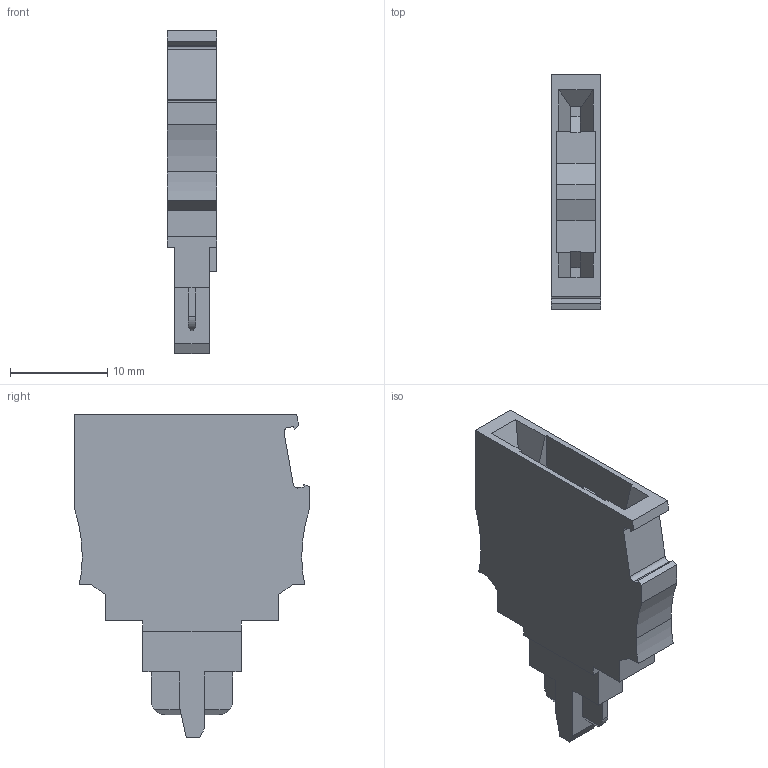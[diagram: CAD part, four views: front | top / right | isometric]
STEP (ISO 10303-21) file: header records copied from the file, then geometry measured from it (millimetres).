
FILE_DESCRIPTION(('STEP AP214'),'1');
FILE_NAME('cctmp_96EA6905-16F9-4364-A26E-C5F21F9A991C_2023_07_24_22_07_10_0310..stp','2023-07-24T20:07:10',('SIEMENS A&D'),('CADClick - www.CADClick.com'),'Spatial InterOp 3D postprocessed',' ','unknown authorization');
FILE_SCHEMA(('AUTOMOTIVE_DESIGN'));
Length unit declared in the file: millimetre
Products named in the file (1): 2023_07_24_22_07_10_0310
Bounding box: 5.1 x 24.2 x 33.25 mm (x, y, z)
Volume: 2368 mm3; surface area: 1946 mm2
Topology: 1 solids, 1 shells, 88 faces, 252 edges, 167 vertices
Faces by surface type: plane 79, cylinder 9
Entity records: 3127 total; most frequent: CARTESIAN_POINT 508, ORIENTED_EDGE 504, DIRECTION 452, EDGE_CURVE 252, LINE 230, VECTOR 230, VERTEX_POINT 167, AXIS2_PLACEMENT_3D 111
